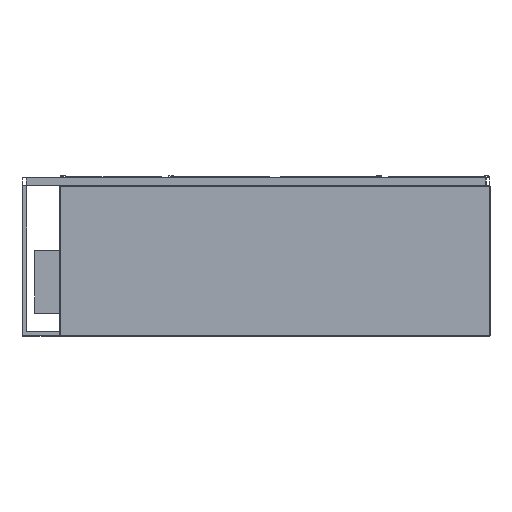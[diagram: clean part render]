
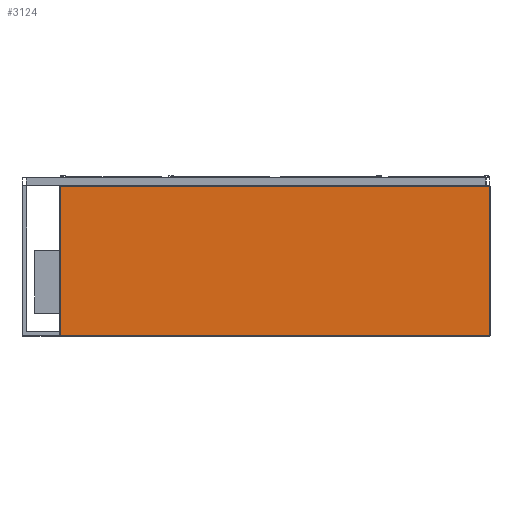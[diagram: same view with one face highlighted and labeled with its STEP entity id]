
A CAD part, front view. The second image highlights one B-rep face of the part: STEP entity #3124.
In plain terms, the highlighted planar face has unit normal (0, -1, 0).
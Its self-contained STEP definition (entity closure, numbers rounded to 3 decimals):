
#287 = LINE ( 'NONE', #12751, #19252 ) ;
#523 = DIRECTION ( 'NONE',  ( 0., -1., 0. ) ) ;
#624 = PLANE ( 'NONE',  #3167 ) ;
#1406 = DIRECTION ( 'NONE',  ( -1., 0., 0. ) ) ;
#3097 = VERTEX_POINT ( 'NONE', #19530 ) ;
#3124 = ADVANCED_FACE ( 'Fl�che8', ( #16054 ), #624, .T. ) ;
#3167 = AXIS2_PLACEMENT_3D ( 'NONE', #19435, #523, #13092 ) ;
#3443 = CARTESIAN_POINT ( 'NONE',  ( -1030., -325., -758. ) ) ;
#3506 = CARTESIAN_POINT ( 'NONE',  ( 1028., -325., -42. ) ) ;
#3589 = VECTOR ( 'NONE', #1406, 1000. ) ;
#3992 = VECTOR ( 'NONE', #19173, 1000. ) ;
#5056 = VERTEX_POINT ( 'NONE', #5438 ) ;
#5438 = CARTESIAN_POINT ( 'NONE',  ( 1028., -325., -758. ) ) ;
#7342 = LINE ( 'NONE', #15196, #3589 ) ;
#7468 = ORIENTED_EDGE ( 'NONE', *, *, #9217, .T. ) ;
#9217 = EDGE_CURVE ( 'NONE', #17138, #5056, #11212, .T. ) ;
#9993 = CARTESIAN_POINT ( 'NONE',  ( -1028., -325., -758. ) ) ;
#10803 = DIRECTION ( 'NONE',  ( 0., 0., 1. ) ) ;
#11212 = LINE ( 'NONE', #3443, #14848 ) ;
#12519 = CARTESIAN_POINT ( 'NONE',  ( -1028., -325., -760. ) ) ;
#12555 = VERTEX_POINT ( 'NONE', #3506 ) ;
#12699 = ORIENTED_EDGE ( 'NONE', *, *, #17244, .T. ) ;
#12751 = CARTESIAN_POINT ( 'NONE',  ( 1028., -325., -760. ) ) ;
#13092 = DIRECTION ( 'NONE',  ( 0., 0., -1. ) ) ;
#14468 = LINE ( 'NONE', #12519, #3992 ) ;
#14596 = DIRECTION ( 'NONE',  ( 1., 0., 0. ) ) ;
#14848 = VECTOR ( 'NONE', #14596, 1000. ) ;
#15196 = CARTESIAN_POINT ( 'NONE',  ( -1030., -325., -42. ) ) ;
#16026 = EDGE_CURVE ( 'NONE', #5056, #12555, #287, .T. ) ;
#16054 = FACE_OUTER_BOUND ( 'NONE', #18172, .T. ) ;
#16527 = ORIENTED_EDGE ( 'NONE', *, *, #18964, .T. ) ;
#17138 = VERTEX_POINT ( 'NONE', #9993 ) ;
#17244 = EDGE_CURVE ( 'NONE', #12555, #3097, #7342, .T. ) ;
#18172 = EDGE_LOOP ( 'NONE', ( #12699, #16527, #7468, #19874 ) ) ;
#18964 = EDGE_CURVE ( 'NONE', #3097, #17138, #14468, .T. ) ;
#19173 = DIRECTION ( 'NONE',  ( 0., 0., -1. ) ) ;
#19252 = VECTOR ( 'NONE', #10803, 1000. ) ;
#19435 = CARTESIAN_POINT ( 'NONE',  ( -1030., -325., -760. ) ) ;
#19530 = CARTESIAN_POINT ( 'NONE',  ( -1028., -325., -42. ) ) ;
#19874 = ORIENTED_EDGE ( 'NONE', *, *, #16026, .T. ) ;
